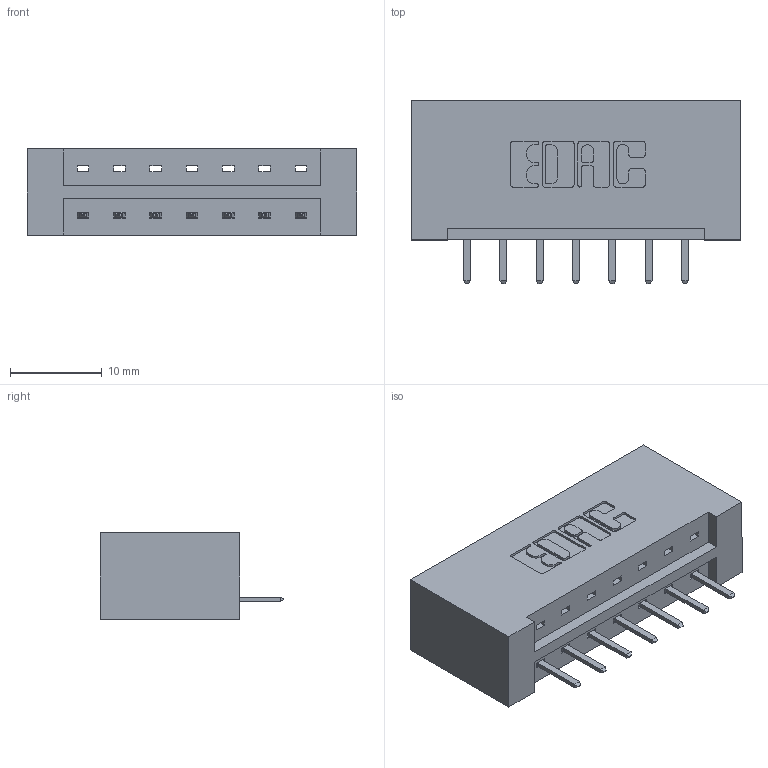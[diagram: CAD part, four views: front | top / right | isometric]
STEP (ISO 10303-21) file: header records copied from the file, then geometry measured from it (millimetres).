
FILE_DESCRIPTION (( 'STEP AP203' ), '1' );
FILE_NAME ('833-007-520-101.STEP', '2020-05-30T14:28:50', ( '' ), ( '' ), 'SwSTEP 2.0', 'SolidWorks 2020', '' );
FILE_SCHEMA (( 'CONFIG_CONTROL_DESIGN' ));
Length unit declared in the file: inch
Products named in the file (3): 833-007-520-101; 833 Part_Lugless; 345-292-001_345-293-120
Assembly tree (8 placements, depth 2):
  833-007-520-101
    833 Part_Lugless
    345-292-001_345-293-120  x7
Bounding box: 35.99 x 20.02 x 9.4 mm (x, y, z)
Volume: 3913.4 mm3; surface area: 3891 mm2
Topology: 8 solids, 8 shells, 540 faces, 1575 edges, 1030 vertices
Faces by surface type: plane 374, cylinder 166
Entity records: 8643 total; most frequent: CARTESIAN_POINT 1515, ORIENTED_EDGE 1446, DIRECTION 1329, EDGE_CURVE 723, VECTOR 599, LINE 599, VERTEX_POINT 478, AXIS2_PLACEMENT_3D 365
